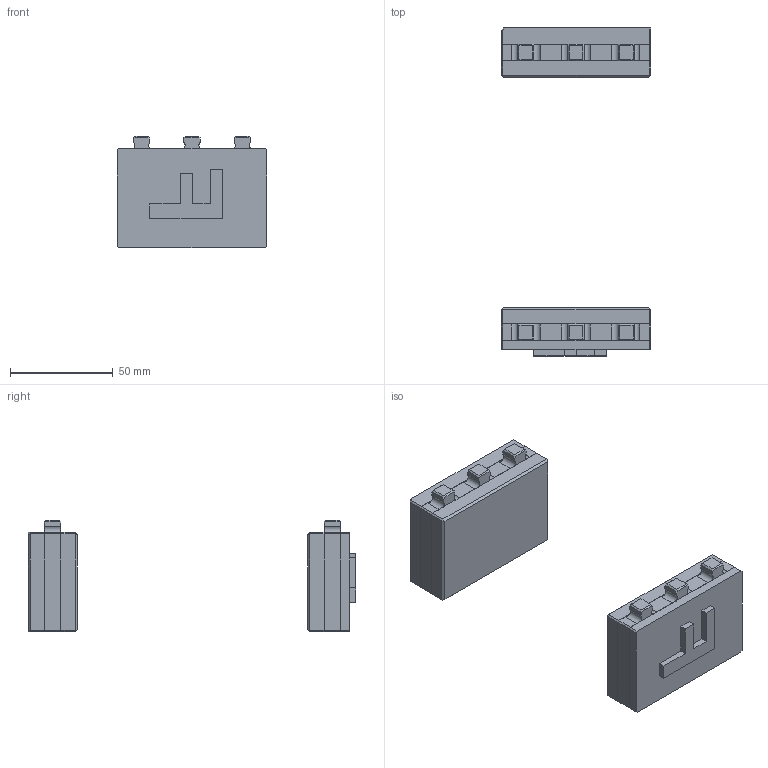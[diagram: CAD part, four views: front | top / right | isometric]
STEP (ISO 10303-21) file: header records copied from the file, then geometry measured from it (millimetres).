
FILE_DESCRIPTION(/* description */ (''),/* implementation_level */ '2;1');
FILE_NAME(/* name */ 'LETTER~1',/* time_stamp */ '2014-10-14T18:48:22+02:00',/* author */ (''),/* organization */ (''),/* preprocessor_version */ 'ST-DEVELOPER v15',/* originating_system */ '',/* authorisation */ '');
FILE_SCHEMA (('AUTOMOTIVE_DESIGN'));
Length unit declared in the file: millimetre
Products named in the file (1): Document
Bounding box: 73 x 159.74 x 54.5 mm (x, y, z)
Volume: 157860.5 mm3; surface area: 55208.8 mm2
Topology: 7 solids, 7 shells, 241 faces, 639 edges, 412 vertices
Faces by surface type: bspline 121, plane 120
Entity records: 7815 total; most frequent: CARTESIAN_POINT 4057, ORIENTED_EDGE 1278, EDGE_CURVE 639, VERTEX_POINT 412, B_SPLINE_CURVE_WITH_KNOTS 303, ADVANCED_FACE 241, FACE_OUTER_BOUND 241, EDGE_LOOP 241
